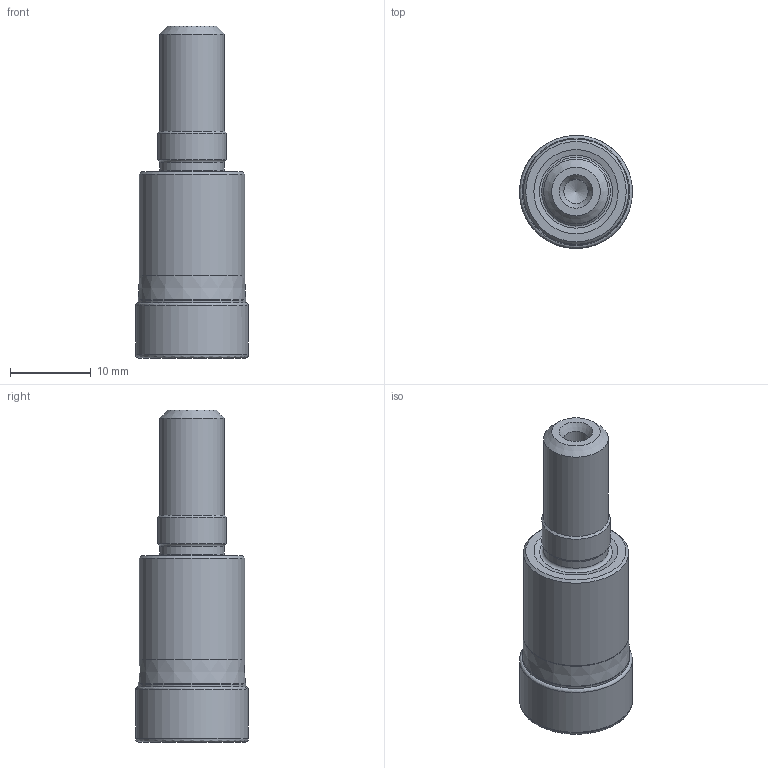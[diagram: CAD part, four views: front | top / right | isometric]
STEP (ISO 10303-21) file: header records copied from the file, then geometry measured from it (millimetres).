
FILE_DESCRIPTION(/* description */ (''),/* implementation_level */ '2;1');
FILE_NAME(/* name */ '202780009ndi000_00.stp',/* time_stamp */ '2020-01-08T09:04:50+01:00',/* author */ (''),/* organization */ (''),/* preprocessor_version */ 'ST-DEVELOPER v16.7',/* originating_system */ 'SIEMENS PLM Software NX 12.0',/* authorisation */ '');
FILE_SCHEMA (('AUTOMOTIVE_DESIGN { 1 0 10303 214 3 1 1 1 }'));
Length unit declared in the file: millimetre
Products named in the file (1): mp543AC09F2Frvsz
Bounding box: 13.96 x 13.96 x 41 mm (x, y, z)
Volume: 4648 mm3; surface area: 2530.3 mm2
Topology: 2 solids, 2 shells, 57 faces, 123 edges, 70 vertices
Faces by surface type: revolution 21, cone 15, torus 10, cylinder 6, plane 4, bspline 1
Full cylindrical faces by diameter (mm): 3 x1, 8 x2, 8.5 x1, 13 x1, 13.253 x1
Entity records: 1426 total; most frequent: CARTESIAN_POINT 436, DIRECTION 197, FACE_BOUND 112, EDGE_LOOP 112, ORIENTED_EDGE 112, AXIS2_PLACEMENT_3D 88, ADVANCED_FACE 57, VERTEX_POINT 57
